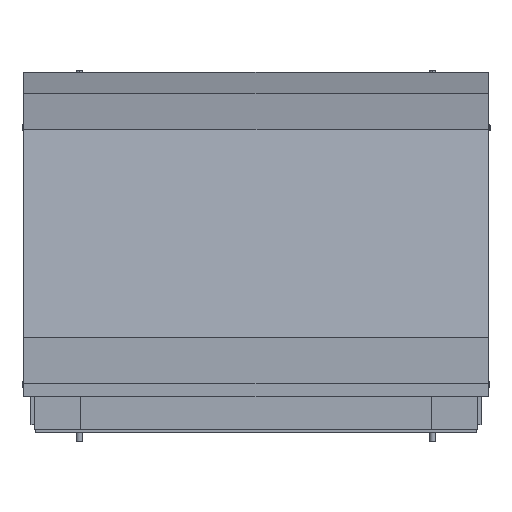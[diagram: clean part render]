
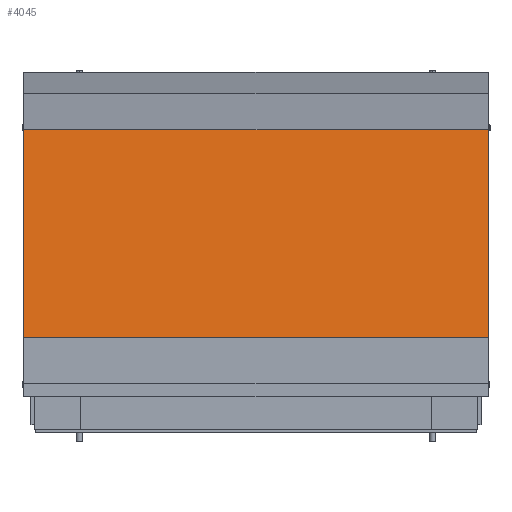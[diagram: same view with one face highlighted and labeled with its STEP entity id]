
A CAD part, front view. The second image highlights one B-rep face of the part: STEP entity #4045.
In plain terms, the highlighted face is planar.
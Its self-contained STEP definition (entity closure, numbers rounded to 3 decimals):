
#534 = ORIENTED_EDGE ( 'NONE', *, *, #3803, .F. ) ;
#647 = VECTOR ( 'NONE', #1001, 1000. ) ;
#809 = EDGE_LOOP ( 'NONE', ( #4284, #3702, #3211, #534 ) ) ;
#891 = FACE_OUTER_BOUND ( 'NONE', #809, .T. ) ;
#892 = DIRECTION ( 'NONE',  ( 0., 0., 1. ) ) ;
#926 = CARTESIAN_POINT ( 'NONE',  ( 144.5, -14.5, -65. ) ) ;
#1001 = DIRECTION ( 'NONE',  ( 1., 0., 0. ) ) ;
#1393 = VECTOR ( 'NONE', #892, 1000. ) ;
#1410 = DIRECTION ( 'NONE',  ( 0., -1., 0. ) ) ;
#1418 = CARTESIAN_POINT ( 'NONE',  ( -144.5, -14.5, 65. ) ) ;
#1822 = EDGE_CURVE ( 'NONE', #5209, #5205, #4527, .T. ) ;
#1906 = CARTESIAN_POINT ( 'NONE',  ( -144.5, -14.5, 65. ) ) ;
#2928 = CARTESIAN_POINT ( 'NONE',  ( -144.5, -14.5, 65. ) ) ;
#2992 = DIRECTION ( 'NONE',  ( 0., 0., -1. ) ) ;
#3207 = PLANE ( 'NONE',  #5602 ) ;
#3211 = ORIENTED_EDGE ( 'NONE', *, *, #4391, .F. ) ;
#3398 = VERTEX_POINT ( 'NONE', #5448 ) ;
#3702 = ORIENTED_EDGE ( 'NONE', *, *, #1822, .F. ) ;
#3803 = EDGE_CURVE ( 'NONE', #4015, #3398, #3859, .T. ) ;
#3859 = LINE ( 'NONE', #5315, #5419 ) ;
#3874 = CARTESIAN_POINT ( 'NONE',  ( 144.5, -14.5, 65. ) ) ;
#4015 = VERTEX_POINT ( 'NONE', #926 ) ;
#4045 = ADVANCED_FACE ( 'NONE', ( #891 ), #3207, .T. ) ;
#4145 = LINE ( 'NONE', #1418, #1393 ) ;
#4149 = CARTESIAN_POINT ( 'NONE',  ( 144.5, -14.5, -65. ) ) ;
#4238 = CARTESIAN_POINT ( 'NONE',  ( 144.5, -14.5, 65. ) ) ;
#4284 = ORIENTED_EDGE ( 'NONE', *, *, #4444, .F. ) ;
#4391 = EDGE_CURVE ( 'NONE', #3398, #5209, #4145, .T. ) ;
#4406 = DIRECTION ( 'NONE',  ( -1., 0., 0. ) ) ;
#4444 = EDGE_CURVE ( 'NONE', #5205, #4015, #4551, .T. ) ;
#4527 = LINE ( 'NONE', #1906, #647 ) ;
#4551 = LINE ( 'NONE', #3874, #5126 ) ;
#4576 = DIRECTION ( 'NONE',  ( 0., 0., -1. ) ) ;
#5126 = VECTOR ( 'NONE', #2992, 1000. ) ;
#5205 = VERTEX_POINT ( 'NONE', #4238 ) ;
#5209 = VERTEX_POINT ( 'NONE', #2928 ) ;
#5315 = CARTESIAN_POINT ( 'NONE',  ( -144.5, -14.5, -65. ) ) ;
#5419 = VECTOR ( 'NONE', #4406, 1000. ) ;
#5448 = CARTESIAN_POINT ( 'NONE',  ( -144.5, -14.5, -65. ) ) ;
#5602 = AXIS2_PLACEMENT_3D ( 'NONE', #4149, #1410, #4576 ) ;
